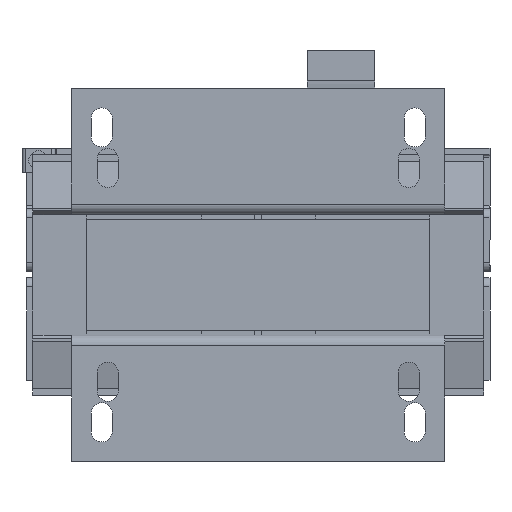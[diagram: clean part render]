
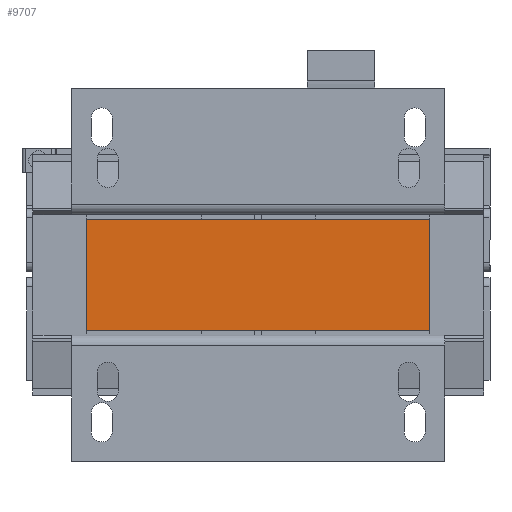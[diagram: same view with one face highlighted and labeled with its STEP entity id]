
A CAD part, front view. The second image highlights one B-rep face of the part: STEP entity #9707.
In plain terms, the highlighted planar face has unit normal (0, -1, 0).
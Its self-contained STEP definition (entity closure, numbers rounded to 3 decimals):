
#1664 = DIRECTION ( 'NONE',  ( 1., 0., 0. ) ) ;
#2095 = CARTESIAN_POINT ( 'NONE',  ( 57., -95., 18.5 ) ) ;
#2698 = FACE_OUTER_BOUND ( 'NONE', #4770, .T. ) ;
#2992 = VECTOR ( 'NONE', #8658, 1000. ) ;
#3193 = VECTOR ( 'NONE', #11779, 1000. ) ;
#4217 = CARTESIAN_POINT ( 'NONE',  ( 57., -95., 18.5 ) ) ;
#4770 = EDGE_LOOP ( 'NONE', ( #16184, #12412, #6365, #10436 ) ) ;
#5700 = EDGE_CURVE ( 'NONE', #6898, #7619, #10189, .T. ) ;
#6065 = CARTESIAN_POINT ( 'NONE',  ( 57., -95., 18.5 ) ) ;
#6355 = DIRECTION ( 'NONE',  ( 0., 1., 0. ) ) ;
#6365 = ORIENTED_EDGE ( 'NONE', *, *, #15153, .F. ) ;
#6397 = LINE ( 'NONE', #12950, #3193 ) ;
#6427 = VECTOR ( 'NONE', #10982, 1000. ) ;
#6564 = AXIS2_PLACEMENT_3D ( 'NONE', #13927, #6355, #15180 ) ;
#6643 = EDGE_CURVE ( 'NONE', #7995, #8682, #6397, .T. ) ;
#6898 = VERTEX_POINT ( 'NONE', #6065 ) ;
#6968 = EDGE_CURVE ( 'NONE', #8682, #7619, #14093, .T. ) ;
#7086 = VECTOR ( 'NONE', #1664, 1000. ) ;
#7551 = CARTESIAN_POINT ( 'NONE',  ( 57., -95., -18.5 ) ) ;
#7619 = VERTEX_POINT ( 'NONE', #14537 ) ;
#7995 = VERTEX_POINT ( 'NONE', #11290 ) ;
#8658 = DIRECTION ( 'NONE',  ( 1., 0., 0. ) ) ;
#8682 = VERTEX_POINT ( 'NONE', #10364 ) ;
#8827 = PLANE ( 'NONE',  #6564 ) ;
#9707 = ADVANCED_FACE ( 'NONE', ( #2698 ), #8827, .F. ) ;
#10189 = LINE ( 'NONE', #2095, #6427 ) ;
#10364 = CARTESIAN_POINT ( 'NONE',  ( -57., -95., -18.5 ) ) ;
#10436 = ORIENTED_EDGE ( 'NONE', *, *, #6643, .T. ) ;
#10982 = DIRECTION ( 'NONE',  ( 0., 0., -1. ) ) ;
#11062 = LINE ( 'NONE', #4217, #7086 ) ;
#11290 = CARTESIAN_POINT ( 'NONE',  ( -57., -95., 18.5 ) ) ;
#11779 = DIRECTION ( 'NONE',  ( 0., 0., -1. ) ) ;
#12412 = ORIENTED_EDGE ( 'NONE', *, *, #5700, .F. ) ;
#12950 = CARTESIAN_POINT ( 'NONE',  ( -57., -95., 18.5 ) ) ;
#13927 = CARTESIAN_POINT ( 'NONE',  ( 57., -95., 18.5 ) ) ;
#14093 = LINE ( 'NONE', #7551, #2992 ) ;
#14537 = CARTESIAN_POINT ( 'NONE',  ( 57., -95., -18.5 ) ) ;
#15153 = EDGE_CURVE ( 'NONE', #7995, #6898, #11062, .T. ) ;
#15180 = DIRECTION ( 'NONE',  ( 0., 0., 1. ) ) ;
#16184 = ORIENTED_EDGE ( 'NONE', *, *, #6968, .T. ) ;
